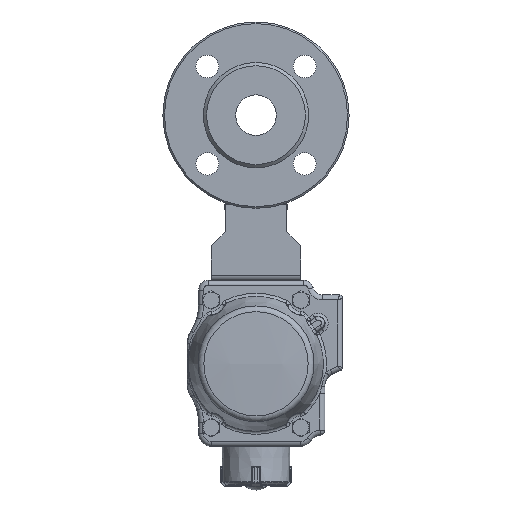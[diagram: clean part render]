
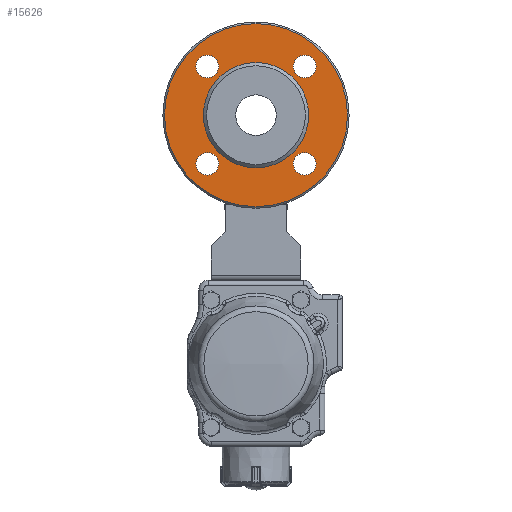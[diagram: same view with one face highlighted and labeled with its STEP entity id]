
A CAD part, front view. The second image highlights one B-rep face of the part: STEP entity #15626.
In plain terms, the highlighted planar face has unit normal (0, -1, 0).
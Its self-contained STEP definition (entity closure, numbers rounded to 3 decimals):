
#1434=CIRCLE('',#19233,56.5);
#1435=CIRCLE('',#19234,7.);
#1436=CIRCLE('',#19235,7.);
#1437=CIRCLE('',#19236,7.);
#1438=CIRCLE('',#19237,7.);
#1439=CIRCLE('',#19238,32.5);
#2719=ORIENTED_EDGE('',*,*,#7247,.T.);
#2720=ORIENTED_EDGE('',*,*,#7248,.F.);
#2721=ORIENTED_EDGE('',*,*,#7249,.F.);
#2722=ORIENTED_EDGE('',*,*,#7250,.F.);
#2723=ORIENTED_EDGE('',*,*,#7251,.F.);
#2724=ORIENTED_EDGE('',*,*,#7252,.T.);
#7247=EDGE_CURVE('',#9526,#9526,#1434,.T.);
#7248=EDGE_CURVE('',#9527,#9527,#1435,.T.);
#7249=EDGE_CURVE('',#9528,#9528,#1436,.T.);
#7250=EDGE_CURVE('',#9529,#9529,#1437,.T.);
#7251=EDGE_CURVE('',#9530,#9530,#1438,.T.);
#7252=EDGE_CURVE('',#9531,#9531,#1439,.T.);
#9526=VERTEX_POINT('',#26619);
#9527=VERTEX_POINT('',#26621);
#9528=VERTEX_POINT('',#26623);
#9529=VERTEX_POINT('',#26625);
#9530=VERTEX_POINT('',#26627);
#9531=VERTEX_POINT('',#26629);
#12781=EDGE_LOOP('',(#2719));
#12782=EDGE_LOOP('',(#2720));
#12783=EDGE_LOOP('',(#2721));
#12784=EDGE_LOOP('',(#2722));
#12785=EDGE_LOOP('',(#2723));
#12786=EDGE_LOOP('',(#2724));
#14059=FACE_BOUND('',#12781,.T.);
#14060=FACE_BOUND('',#12782,.T.);
#14061=FACE_BOUND('',#12783,.T.);
#14062=FACE_BOUND('',#12784,.T.);
#14063=FACE_BOUND('',#12785,.T.);
#14064=FACE_BOUND('',#12786,.T.);
#15284=PLANE('',#19232);
#15626=ADVANCED_FACE('',(#14059,#14060,#14061,#14062,#14063,#14064),#15284,
 .T.);
#19232=AXIS2_PLACEMENT_3D('',#26617,#21508,#21509);
#19233=AXIS2_PLACEMENT_3D('',#26618,#21510,#21511);
#19234=AXIS2_PLACEMENT_3D('',#26620,#21512,#21513);
#19235=AXIS2_PLACEMENT_3D('',#26622,#21514,#21515);
#19236=AXIS2_PLACEMENT_3D('',#26624,#21516,#21517);
#19237=AXIS2_PLACEMENT_3D('',#26626,#21518,#21519);
#19238=AXIS2_PLACEMENT_3D('',#26628,#21520,#21521);
#21508=DIRECTION('',(0.,-1.,0.));
#21509=DIRECTION('',(0.,0.,-1.));
#21510=DIRECTION('',(0.,-1.,0.));
#21511=DIRECTION('',(0.,0.,-1.));
#21512=DIRECTION('',(0.,-1.,0.));
#21513=DIRECTION('',(-1.,0.,0.));
#21514=DIRECTION('',(0.,-1.,0.));
#21515=DIRECTION('',(-1.,0.,0.));
#21516=DIRECTION('',(0.,-1.,0.));
#21517=DIRECTION('',(-1.,0.,0.));
#21518=DIRECTION('',(0.,-1.,0.));
#21519=DIRECTION('',(-1.,0.,0.));
#21520=DIRECTION('',(0.,1.,0.));
#21521=DIRECTION('',(1.,0.,0.));
#26617=CARTESIAN_POINT('',(0.,-60.5,0.));
#26618=CARTESIAN_POINT('',(0.,-60.5,0.));
#26619=CARTESIAN_POINT('',(0.,-60.5,-56.5));
#26620=CARTESIAN_POINT('',(30.052,-60.5,30.052));
#26621=CARTESIAN_POINT('',(23.052,-60.5,30.052));
#26622=CARTESIAN_POINT('',(-30.052,-60.5,30.052));
#26623=CARTESIAN_POINT('',(-37.052,-60.5,30.052));
#26624=CARTESIAN_POINT('',(-30.052,-60.5,-30.052));
#26625=CARTESIAN_POINT('',(-37.052,-60.5,-30.052));
#26626=CARTESIAN_POINT('',(30.052,-60.5,-30.052));
#26627=CARTESIAN_POINT('',(23.052,-60.5,-30.052));
#26628=CARTESIAN_POINT('',(0.,-60.5,0.));
#26629=CARTESIAN_POINT('',(32.5,-60.5,0.));
